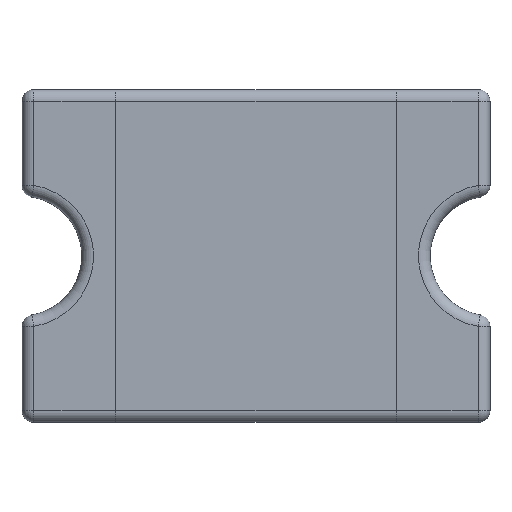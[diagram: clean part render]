
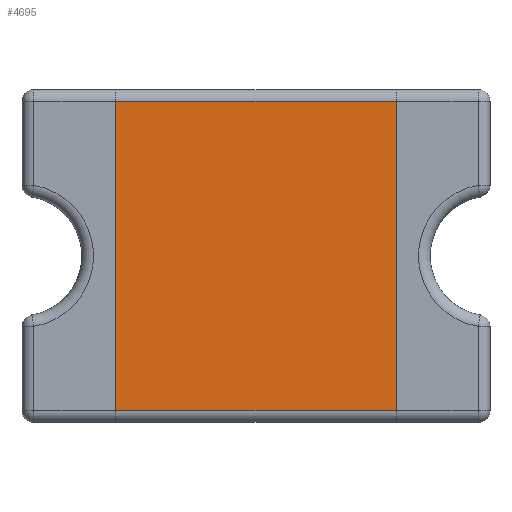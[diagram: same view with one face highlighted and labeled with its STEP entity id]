
A CAD part, top view. The second image highlights one B-rep face of the part: STEP entity #4695.
In plain terms, the highlighted planar face has unit normal (0, 0, 1).
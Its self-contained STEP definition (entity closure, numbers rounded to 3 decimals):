
#3293 = PLANE('',#3294);
#3294 = AXIS2_PLACEMENT_3D('',#3295,#3296,#3297);
#3295 = CARTESIAN_POINT('',(-1.35,1.6,1.067));
#3296 = DIRECTION('',(-1.,0.,0.));
#3297 = DIRECTION('',(0.,-1.,0.));
#3321 = CYLINDRICAL_SURFACE('',#3322,0.113);
#3322 = AXIS2_PLACEMENT_3D('',#3323,#3324,#3325);
#3323 = CARTESIAN_POINT('',(-1.35,1.488,0.954));
#3324 = DIRECTION('',(1.,0.,0.));
#3325 = DIRECTION('',(0.,1.,0.));
#3349 = PLANE('',#3350);
#3350 = AXIS2_PLACEMENT_3D('',#3351,#3352,#3353);
#3351 = CARTESIAN_POINT('',(1.35,-1.6,1.067));
#3352 = DIRECTION('',(1.,0.,0.));
#3353 = DIRECTION('',(0.,1.,0.));
#4166 = VERTEX_POINT('',#4167);
#4167 = CARTESIAN_POINT('',(1.35,1.488,1.067));
#4189 = EDGE_CURVE('',#4190,#4166,#4192,.T.);
#4190 = VERTEX_POINT('',#4191);
#4191 = CARTESIAN_POINT('',(1.35,-1.488,1.067));
#4192 = SURFACE_CURVE('',#4193,(#4197,#4204),.PCURVE_S1.);
#4193 = LINE('',#4194,#4195);
#4194 = CARTESIAN_POINT('',(1.35,-1.6,1.067));
#4195 = VECTOR('',#4196,1.);
#4196 = DIRECTION('',(0.,1.,0.));
#4197 = PCURVE('',#3349,#4198);
#4198 = DEFINITIONAL_REPRESENTATION('',(#4199),#4203);
#4199 = LINE('',#4200,#4201);
#4200 = CARTESIAN_POINT('',(0.,0.));
#4201 = VECTOR('',#4202,1.);
#4202 = DIRECTION('',(1.,0.));
#4203 = ( GEOMETRIC_REPRESENTATION_CONTEXT(2) 
PARAMETRIC_REPRESENTATION_CONTEXT() REPRESENTATION_CONTEXT('2D SPACE',''
  ) );
#4204 = PCURVE('',#4205,#4210);
#4205 = PLANE('',#4206);
#4206 = AXIS2_PLACEMENT_3D('',#4207,#4208,#4209);
#4207 = CARTESIAN_POINT('',(0.,0.,
    1.067));
#4208 = DIRECTION('',(0.,0.,1.));
#4209 = DIRECTION('',(1.,0.,0.));
#4210 = DEFINITIONAL_REPRESENTATION('',(#4211),#4215);
#4211 = LINE('',#4212,#4213);
#4212 = CARTESIAN_POINT('',(1.35,-1.6));
#4213 = VECTOR('',#4214,1.);
#4214 = DIRECTION('',(0.,1.));
#4215 = ( GEOMETRIC_REPRESENTATION_CONTEXT(2) 
PARAMETRIC_REPRESENTATION_CONTEXT() REPRESENTATION_CONTEXT('2D SPACE',''
  ) );
#4232 = CYLINDRICAL_SURFACE('',#4233,0.113);
#4233 = AXIS2_PLACEMENT_3D('',#4234,#4235,#4236);
#4234 = CARTESIAN_POINT('',(1.35,-1.488,0.954));
#4235 = DIRECTION('',(-1.,0.,0.));
#4236 = DIRECTION('',(0.,0.,1.));
#4344 = VERTEX_POINT('',#4345);
#4345 = CARTESIAN_POINT('',(-1.35,1.488,1.067));
#4371 = EDGE_CURVE('',#4344,#4166,#4372,.T.);
#4372 = SURFACE_CURVE('',#4373,(#4377,#4384),.PCURVE_S1.);
#4373 = LINE('',#4374,#4375);
#4374 = CARTESIAN_POINT('',(-1.35,1.488,1.067));
#4375 = VECTOR('',#4376,1.);
#4376 = DIRECTION('',(1.,0.,0.));
#4377 = PCURVE('',#3321,#4378);
#4378 = DEFINITIONAL_REPRESENTATION('',(#4379),#4383);
#4379 = LINE('',#4380,#4381);
#4380 = CARTESIAN_POINT('',(1.571,0.));
#4381 = VECTOR('',#4382,1.);
#4382 = DIRECTION('',(0.,1.));
#4383 = ( GEOMETRIC_REPRESENTATION_CONTEXT(2) 
PARAMETRIC_REPRESENTATION_CONTEXT() REPRESENTATION_CONTEXT('2D SPACE',''
  ) );
#4384 = PCURVE('',#4205,#4385);
#4385 = DEFINITIONAL_REPRESENTATION('',(#4386),#4390);
#4386 = LINE('',#4387,#4388);
#4387 = CARTESIAN_POINT('',(-1.35,1.488));
#4388 = VECTOR('',#4389,1.);
#4389 = DIRECTION('',(1.,0.));
#4390 = ( GEOMETRIC_REPRESENTATION_CONTEXT(2) 
PARAMETRIC_REPRESENTATION_CONTEXT() REPRESENTATION_CONTEXT('2D SPACE',''
  ) );
#4423 = VERTEX_POINT('',#4424);
#4424 = CARTESIAN_POINT('',(-1.35,-1.488,1.067));
#4450 = EDGE_CURVE('',#4344,#4423,#4451,.T.);
#4451 = SURFACE_CURVE('',#4452,(#4456,#4463),.PCURVE_S1.);
#4452 = LINE('',#4453,#4454);
#4453 = CARTESIAN_POINT('',(-1.35,1.6,1.067));
#4454 = VECTOR('',#4455,1.);
#4455 = DIRECTION('',(0.,-1.,0.));
#4456 = PCURVE('',#3293,#4457);
#4457 = DEFINITIONAL_REPRESENTATION('',(#4458),#4462);
#4458 = LINE('',#4459,#4460);
#4459 = CARTESIAN_POINT('',(0.,0.));
#4460 = VECTOR('',#4461,1.);
#4461 = DIRECTION('',(1.,0.));
#4462 = ( GEOMETRIC_REPRESENTATION_CONTEXT(2) 
PARAMETRIC_REPRESENTATION_CONTEXT() REPRESENTATION_CONTEXT('2D SPACE',''
  ) );
#4463 = PCURVE('',#4205,#4464);
#4464 = DEFINITIONAL_REPRESENTATION('',(#4465),#4469);
#4465 = LINE('',#4466,#4467);
#4466 = CARTESIAN_POINT('',(-1.35,1.6));
#4467 = VECTOR('',#4468,1.);
#4468 = DIRECTION('',(0.,-1.));
#4469 = ( GEOMETRIC_REPRESENTATION_CONTEXT(2) 
PARAMETRIC_REPRESENTATION_CONTEXT() REPRESENTATION_CONTEXT('2D SPACE',''
  ) );
#4675 = EDGE_CURVE('',#4190,#4423,#4676,.T.);
#4676 = SURFACE_CURVE('',#4677,(#4681,#4688),.PCURVE_S1.);
#4677 = LINE('',#4678,#4679);
#4678 = CARTESIAN_POINT('',(1.35,-1.488,1.067));
#4679 = VECTOR('',#4680,1.);
#4680 = DIRECTION('',(-1.,0.,0.));
#4681 = PCURVE('',#4232,#4682);
#4682 = DEFINITIONAL_REPRESENTATION('',(#4683),#4687);
#4683 = LINE('',#4684,#4685);
#4684 = CARTESIAN_POINT('',(-0.,0.));
#4685 = VECTOR('',#4686,1.);
#4686 = DIRECTION('',(-0.,1.));
#4687 = ( GEOMETRIC_REPRESENTATION_CONTEXT(2) 
PARAMETRIC_REPRESENTATION_CONTEXT() REPRESENTATION_CONTEXT('2D SPACE',''
  ) );
#4688 = PCURVE('',#4205,#4689);
#4689 = DEFINITIONAL_REPRESENTATION('',(#4690),#4694);
#4690 = LINE('',#4691,#4692);
#4691 = CARTESIAN_POINT('',(1.35,-1.488));
#4692 = VECTOR('',#4693,1.);
#4693 = DIRECTION('',(-1.,0.));
#4694 = ( GEOMETRIC_REPRESENTATION_CONTEXT(2) 
PARAMETRIC_REPRESENTATION_CONTEXT() REPRESENTATION_CONTEXT('2D SPACE',''
  ) );
#4695 = ADVANCED_FACE('',(#4696),#4205,.T.);
#4696 = FACE_BOUND('',#4697,.T.);
#4697 = EDGE_LOOP('',(#4698,#4699,#4700,#4701));
#4698 = ORIENTED_EDGE('',*,*,#4189,.T.);
#4699 = ORIENTED_EDGE('',*,*,#4371,.F.);
#4700 = ORIENTED_EDGE('',*,*,#4450,.T.);
#4701 = ORIENTED_EDGE('',*,*,#4675,.F.);
